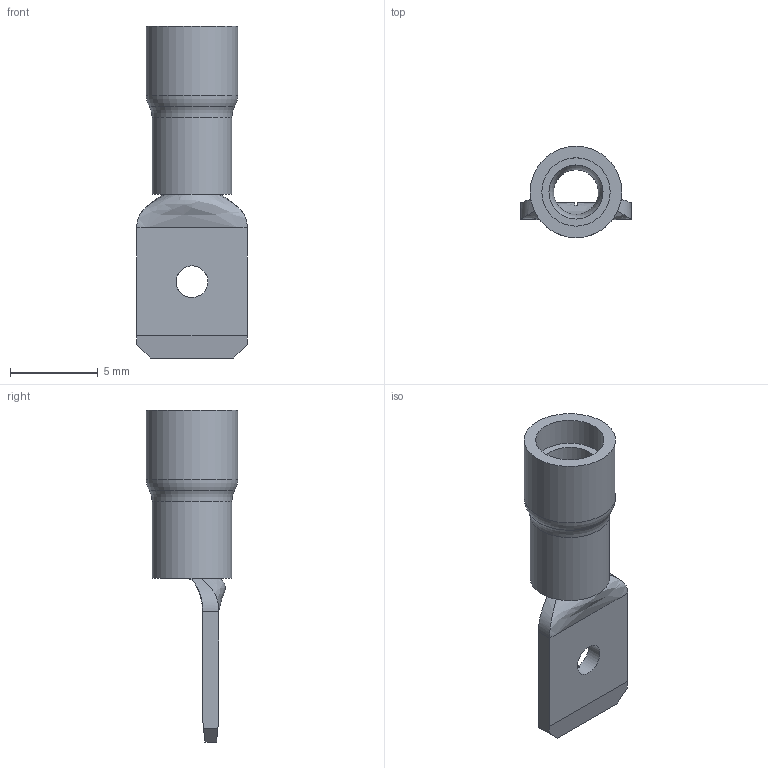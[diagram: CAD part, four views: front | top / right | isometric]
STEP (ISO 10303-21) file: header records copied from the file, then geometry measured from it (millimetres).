
FILE_DESCRIPTION(/* description */ (''),/* implementation_level */ '2;1');
FILE_NAME(/* name */ '22-16 flat spade red.stp',/* time_stamp */ '2013-07-21T10:52:14-04:00',/* author */ ('Saville'),/* organization */ (''),/* preprocessor_version */ 'ST-DEVELOPER v15.2',/* originating_system */ 'Autodesk Inventor 2014',/* authorisation */ '');
FILE_SCHEMA (('AUTOMOTIVE_DESIGN { 1 0 10303 214 3 1 1 }'));
Length unit declared in the file: inch
Products named in the file (1): point 248 flat spade male
Bounding box: 6.3 x 5.22 x 18.94 mm (x, y, z)
Volume: 160.8 mm3; surface area: 575.2 mm2
Topology: 2 solids, 2 shells, 50 faces, 129 edges, 81 vertices
Faces by surface type: plane 25, cylinder 9, bspline 8, torus 7, cone 1
Full cylindrical faces by diameter (mm): 1.816 x1, 2.553 x1, 3.085 x1, 3.238 x2, 3.899 x2, 4.559 x1, 5.22 x1
Entity records: 1663 total; most frequent: CARTESIAN_POINT 538, ORIENTED_EDGE 212, DIRECTION 208, EDGE_CURVE 106, AXIS2_PLACEMENT_3D 76, VERTEX_POINT 75, EDGE_LOOP 71, LINE 56
